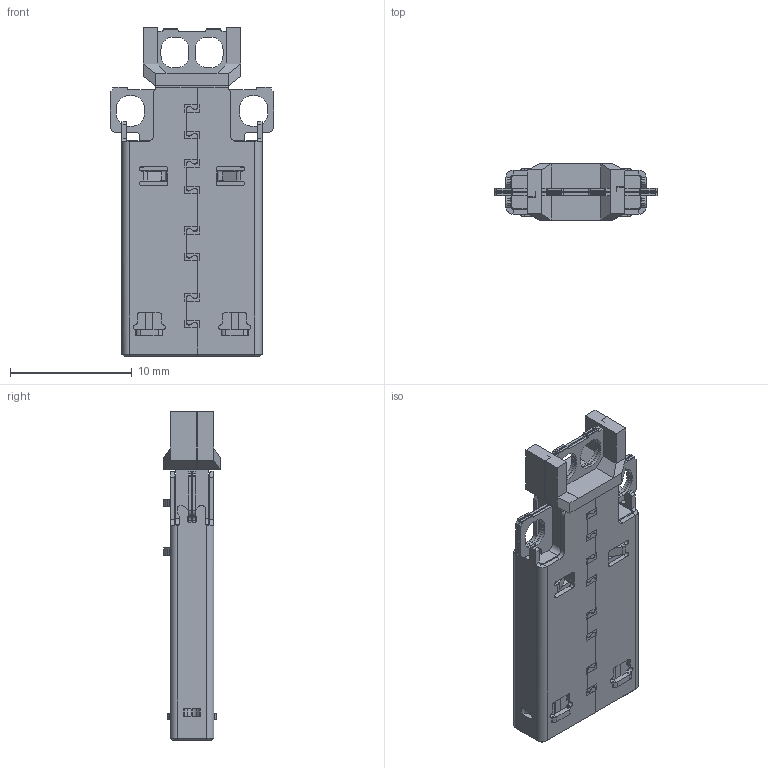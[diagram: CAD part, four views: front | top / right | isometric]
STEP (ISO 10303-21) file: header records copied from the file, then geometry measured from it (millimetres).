
FILE_DESCRIPTION((''),'2;1');
FILE_NAME('BOXING_POWER_ASM','2019-05-29T',('Administrator'),(''),'PRO/ENGINEER BY PARAMETRIC TECHNOLOGY CORPORATION, 2010020','PRO/ENGINEER BY PARAMETRIC TECHNOLOGY CORPORATION, 2010020','');
FILE_SCHEMA(('CONFIG_CONTROL_DESIGN'));
Products named in the file (1): BOXING_POWER_ASM
Bounding box: 13.4 x 4.6 x 27 mm (x, y, z)
Volume: 778.3 mm3; surface area: 2712.3 mm2
Topology: 1 solids, 20 shells, 1912 faces, 5051 edges, 3160 vertices
Faces by surface type: plane 1354, cylinder 398, bspline 72, cone 40, sphere 32, torus 16
Entity records: 60076 total; most frequent: CARTESIAN_POINT 12786, ORIENTED_EDGE 10038, DIRECTION 9413, EDGE_CURVE 5019, VECTOR 4009, LINE 4009, VERTEX_POINT 3160, AXIS2_PLACEMENT_3D 2702
